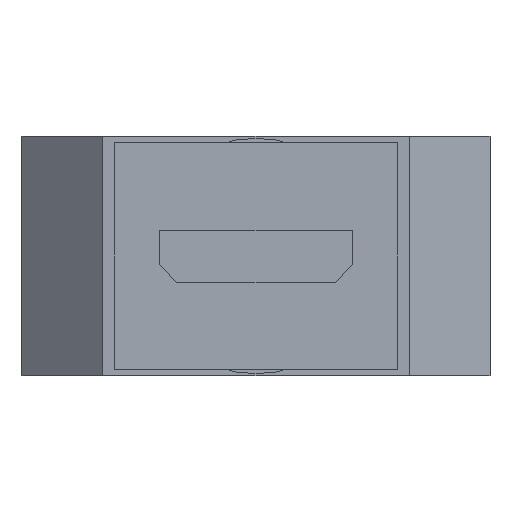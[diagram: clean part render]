
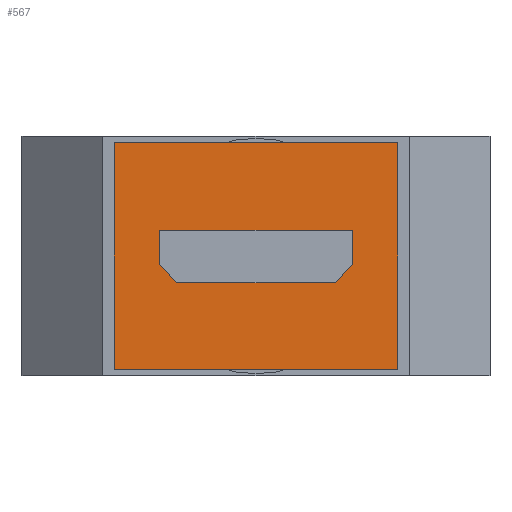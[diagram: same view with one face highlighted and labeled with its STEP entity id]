
A CAD part, front view. The second image highlights one B-rep face of the part: STEP entity #567.
In plain terms, the highlighted planar face has unit normal (0, -1, 0).
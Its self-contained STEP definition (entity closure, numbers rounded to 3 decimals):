
#3 = CARTESIAN_POINT ( 'NONE',  ( -5., -137.175, 4. ) ) ;
#33 = LINE ( 'NONE', #1104, #1138 ) ;
#52 = LINE ( 'NONE', #1135, #308 ) ;
#58 = CARTESIAN_POINT ( 'NONE',  ( 5., -137.175, -4. ) ) ;
#95 = CARTESIAN_POINT ( 'NONE',  ( -5., -137.175, -4. ) ) ;
#98 = EDGE_CURVE ( 'NONE', #417, #257, #148, .T. ) ;
#148 = LINE ( 'NONE', #342, #415 ) ;
#183 = DIRECTION ( 'NONE',  ( 1., 0., 0. ) ) ;
#245 = DIRECTION ( 'NONE',  ( 0., 0., -1. ) ) ;
#255 = DIRECTION ( 'NONE',  ( 0., 0., -1. ) ) ;
#257 = VERTEX_POINT ( 'NONE', #95 ) ;
#268 = ORIENTED_EDGE ( 'NONE', *, *, #359, .F. ) ;
#269 = VECTOR ( 'NONE', #245, 1000. ) ;
#308 = VECTOR ( 'NONE', #183, 1000. ) ;
#342 = CARTESIAN_POINT ( 'NONE',  ( -5., -137.175, 4. ) ) ;
#352 = VERTEX_POINT ( 'NONE', #58 ) ;
#359 = EDGE_CURVE ( 'NONE', #498, #352, #599, .T. ) ;
#372 = DIRECTION ( 'NONE',  ( 0., 1., 0. ) ) ;
#415 = VECTOR ( 'NONE', #255, 1000. ) ;
#417 = VERTEX_POINT ( 'NONE', #680 ) ;
#457 = ORIENTED_EDGE ( 'NONE', *, *, #1007, .T. ) ;
#498 = VERTEX_POINT ( 'NONE', #674 ) ;
#532 = ORIENTED_EDGE ( 'NONE', *, *, #98, .T. ) ;
#567 = ADVANCED_FACE ( 'NONE', ( #708 ), #720, .F. ) ;
#599 = LINE ( 'NONE', #951, #269 ) ;
#601 = AXIS2_PLACEMENT_3D ( 'NONE', #3, #372, #1064 ) ;
#660 = ORIENTED_EDGE ( 'NONE', *, *, #940, .F. ) ;
#674 = CARTESIAN_POINT ( 'NONE',  ( 5., -137.175, 4. ) ) ;
#680 = CARTESIAN_POINT ( 'NONE',  ( -5., -137.175, 4. ) ) ;
#708 = FACE_OUTER_BOUND ( 'NONE', #727, .T. ) ;
#720 = PLANE ( 'NONE',  #601 ) ;
#727 = EDGE_LOOP ( 'NONE', ( #457, #268, #660, #532 ) ) ;
#733 = DIRECTION ( 'NONE',  ( 1., 0., 0. ) ) ;
#940 = EDGE_CURVE ( 'NONE', #417, #498, #52, .T. ) ;
#951 = CARTESIAN_POINT ( 'NONE',  ( 5., -137.175, 4. ) ) ;
#1007 = EDGE_CURVE ( 'NONE', #257, #352, #33, .T. ) ;
#1064 = DIRECTION ( 'NONE',  ( 0., 0., 1. ) ) ;
#1104 = CARTESIAN_POINT ( 'NONE',  ( -5., -137.175, -4. ) ) ;
#1135 = CARTESIAN_POINT ( 'NONE',  ( -5., -137.175, 4. ) ) ;
#1138 = VECTOR ( 'NONE', #733, 1000. ) ;
